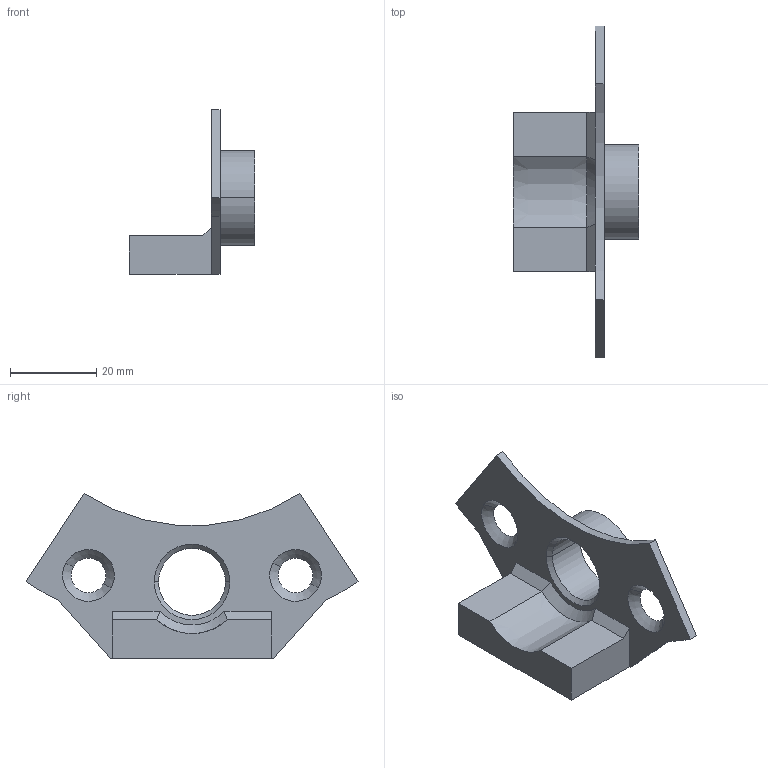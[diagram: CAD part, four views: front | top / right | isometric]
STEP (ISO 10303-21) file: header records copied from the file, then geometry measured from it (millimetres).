
FILE_DESCRIPTION(('CATIA V5 STEP Exchange'),'2;1');
FILE_NAME('buteeFreinMain.stp','2017-10-24T17:59:27+00:00',('none'),('none'),'CATIA Version 5 Release 20 GA (IN-10)','CATIA V5 STEP AP203','none');
FILE_SCHEMA(('CONFIG_CONTROL_DESIGN'));
Length unit declared in the file: millimetre
Products named in the file (1): Produit1_AllCATPart
Bounding box: 29 x 76.94 x 38.24 mm (x, y, z)
Volume: 10550.2 mm3; surface area: 6643.2 mm2
Topology: 1 solids, 1 shells, 30 faces, 83 edges, 57 vertices
Faces by surface type: plane 15, cylinder 7, cone 6, extrusion 1, bspline 1
Entity records: 1101 total; most frequent: CARTESIAN_POINT 330, ORIENTED_EDGE 166, DIRECTION 112, EDGE_CURVE 83, VERTEX_POINT 56, AXIS2_PLACEMENT_3D 47, VECTOR 44, LINE 43
